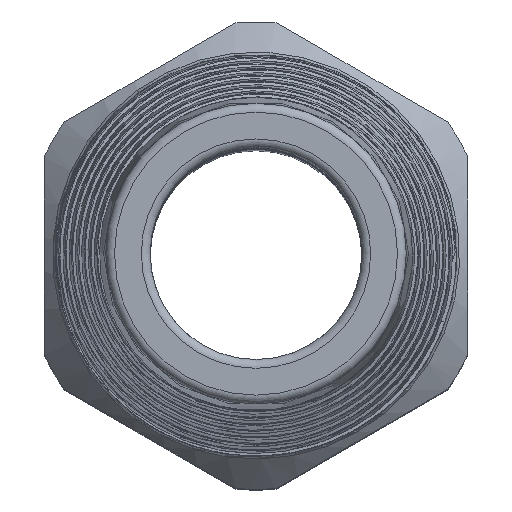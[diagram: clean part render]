
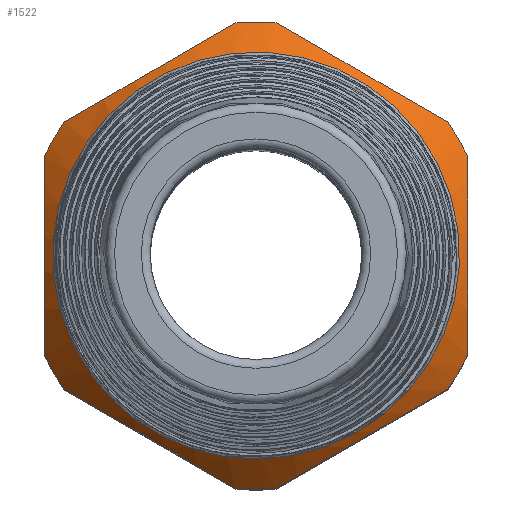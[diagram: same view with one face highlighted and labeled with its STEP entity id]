
A CAD part, top view. The second image highlights one B-rep face of the part: STEP entity #1522.
In plain terms, the highlighted conical face has half-angle 45 degrees and reference radius 13.25 mm.
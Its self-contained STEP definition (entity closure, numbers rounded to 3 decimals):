
#306=(
BOUNDED_CURVE()
B_SPLINE_CURVE(2,(#36115,#36116,#36117),.UNSPECIFIED.,.F.,.F.)
B_SPLINE_CURVE_WITH_KNOTS((3,3),(1.986,4.118),
 .UNSPECIFIED.)
CURVE()
GEOMETRIC_REPRESENTATION_ITEM()
RATIONAL_B_SPLINE_CURVE((1.6,1.767,1.6))
REPRESENTATION_ITEM('')
);
#307=(
BOUNDED_CURVE()
B_SPLINE_CURVE(2,(#36121,#36122,#36123),.UNSPECIFIED.,.F.,.F.)
B_SPLINE_CURVE_WITH_KNOTS((3,3),(1.986,4.118),
 .UNSPECIFIED.)
CURVE()
GEOMETRIC_REPRESENTATION_ITEM()
RATIONAL_B_SPLINE_CURVE((1.6,1.767,1.6))
REPRESENTATION_ITEM('')
);
#308=(
BOUNDED_CURVE()
B_SPLINE_CURVE(2,(#36127,#36128,#36129),.UNSPECIFIED.,.F.,.F.)
B_SPLINE_CURVE_WITH_KNOTS((3,3),(1.986,4.118),
 .UNSPECIFIED.)
CURVE()
GEOMETRIC_REPRESENTATION_ITEM()
RATIONAL_B_SPLINE_CURVE((1.6,1.767,1.6))
REPRESENTATION_ITEM('')
);
#309=(
BOUNDED_CURVE()
B_SPLINE_CURVE(2,(#36133,#36134,#36135),.UNSPECIFIED.,.F.,.F.)
B_SPLINE_CURVE_WITH_KNOTS((3,3),(-4.118,-1.986),
 .UNSPECIFIED.)
CURVE()
GEOMETRIC_REPRESENTATION_ITEM()
RATIONAL_B_SPLINE_CURVE((1.6,1.767,1.6))
REPRESENTATION_ITEM('')
);
#310=(
BOUNDED_CURVE()
B_SPLINE_CURVE(2,(#36139,#36140,#36141),.UNSPECIFIED.,.F.,.F.)
B_SPLINE_CURVE_WITH_KNOTS((3,3),(1.986,4.118),
 .UNSPECIFIED.)
CURVE()
GEOMETRIC_REPRESENTATION_ITEM()
RATIONAL_B_SPLINE_CURVE((1.6,1.767,1.6))
REPRESENTATION_ITEM('')
);
#311=(
BOUNDED_CURVE()
B_SPLINE_CURVE(2,(#36145,#36146,#36147),.UNSPECIFIED.,.F.,.F.)
B_SPLINE_CURVE_WITH_KNOTS((3,3),(1.986,4.118),
 .UNSPECIFIED.)
CURVE()
GEOMETRIC_REPRESENTATION_ITEM()
RATIONAL_B_SPLINE_CURVE((1.6,1.767,1.6))
REPRESENTATION_ITEM('')
);
#315=CONICAL_SURFACE('',#1628,13.25,0.785);
#405=FACE_BOUND('',#581,.T.);
#429=CIRCLE('',#1622,11.537);
#432=CIRCLE('',#1629,13.25);
#433=CIRCLE('',#1630,13.25);
#434=CIRCLE('',#1631,13.25);
#435=CIRCLE('',#1632,13.25);
#436=CIRCLE('',#1633,13.25);
#437=CIRCLE('',#1634,13.25);
#482=FACE_OUTER_BOUND('',#580,.T.);
#580=EDGE_LOOP('',(#1143));
#581=EDGE_LOOP('',(#1144,#1145,#1146,#1147,#1148,#1149,#1150,#1151,#1152,
#1153,#1154,#1155));
#710=VERTEX_POINT('',#36103);
#713=VERTEX_POINT('',#36113);
#714=VERTEX_POINT('',#36114);
#715=VERTEX_POINT('',#36118);
#716=VERTEX_POINT('',#36120);
#717=VERTEX_POINT('',#36124);
#718=VERTEX_POINT('',#36126);
#719=VERTEX_POINT('',#36130);
#720=VERTEX_POINT('',#36132);
#721=VERTEX_POINT('',#36136);
#722=VERTEX_POINT('',#36138);
#723=VERTEX_POINT('',#36142);
#724=VERTEX_POINT('',#36144);
#874=EDGE_CURVE('',#710,#710,#429,.T.);
#877=EDGE_CURVE('',#713,#714,#306,.T.);
#878=EDGE_CURVE('',#715,#713,#432,.T.);
#879=EDGE_CURVE('',#716,#715,#307,.T.);
#880=EDGE_CURVE('',#717,#716,#433,.T.);
#881=EDGE_CURVE('',#718,#717,#308,.T.);
#882=EDGE_CURVE('',#719,#718,#434,.T.);
#883=EDGE_CURVE('',#720,#719,#309,.F.);
#884=EDGE_CURVE('',#721,#720,#435,.T.);
#885=EDGE_CURVE('',#722,#721,#310,.T.);
#886=EDGE_CURVE('',#723,#722,#436,.T.);
#887=EDGE_CURVE('',#724,#723,#311,.T.);
#888=EDGE_CURVE('',#714,#724,#437,.T.);
#1143=ORIENTED_EDGE('',*,*,#874,.T.);
#1144=ORIENTED_EDGE('',*,*,#877,.F.);
#1145=ORIENTED_EDGE('',*,*,#878,.F.);
#1146=ORIENTED_EDGE('',*,*,#879,.F.);
#1147=ORIENTED_EDGE('',*,*,#880,.F.);
#1148=ORIENTED_EDGE('',*,*,#881,.F.);
#1149=ORIENTED_EDGE('',*,*,#882,.F.);
#1150=ORIENTED_EDGE('',*,*,#883,.F.);
#1151=ORIENTED_EDGE('',*,*,#884,.F.);
#1152=ORIENTED_EDGE('',*,*,#885,.F.);
#1153=ORIENTED_EDGE('',*,*,#886,.F.);
#1154=ORIENTED_EDGE('',*,*,#887,.F.);
#1155=ORIENTED_EDGE('',*,*,#888,.F.);
#1522=ADVANCED_FACE('',(#482,#405),#315,.T.);
#1622=AXIS2_PLACEMENT_3D('',#36104,#1786,#1787);
#1628=AXIS2_PLACEMENT_3D('',#36112,#1798,#1799);
#1629=AXIS2_PLACEMENT_3D('',#36119,#1800,#1801);
#1630=AXIS2_PLACEMENT_3D('',#36125,#1802,#1803);
#1631=AXIS2_PLACEMENT_3D('',#36131,#1804,#1805);
#1632=AXIS2_PLACEMENT_3D('',#36137,#1806,#1807);
#1633=AXIS2_PLACEMENT_3D('',#36143,#1808,#1809);
#1634=AXIS2_PLACEMENT_3D('',#36148,#1810,#1811);
#1786=DIRECTION('center_axis',(0.,0.,-1.));
#1787=DIRECTION('ref_axis',(-1.,0.,0.));
#1798=DIRECTION('center_axis',(0.,0.,-1.));
#1799=DIRECTION('ref_axis',(-1.,0.,0.));
#1800=DIRECTION('center_axis',(0.,0.,-1.));
#1801=DIRECTION('ref_axis',(-1.,0.,0.));
#1802=DIRECTION('center_axis',(0.,0.,-1.));
#1803=DIRECTION('ref_axis',(-1.,0.,0.));
#1804=DIRECTION('center_axis',(0.,0.,-1.));
#1805=DIRECTION('ref_axis',(-1.,0.,0.));
#1806=DIRECTION('center_axis',(0.,0.,-1.));
#1807=DIRECTION('ref_axis',(-1.,0.,0.));
#1808=DIRECTION('center_axis',(0.,0.,-1.));
#1809=DIRECTION('ref_axis',(-1.,0.,0.));
#1810=DIRECTION('center_axis',(0.,0.,-1.));
#1811=DIRECTION('ref_axis',(-1.,0.,0.));
#36103=CARTESIAN_POINT('',(10.659,-4.415,34.863));
#36104=CARTESIAN_POINT('Origin',(0.,0.,34.863));
#36112=CARTESIAN_POINT('Origin',(0.,0.,33.15));
#36113=CARTESIAN_POINT('',(-12.,-5.618,33.15));
#36114=CARTESIAN_POINT('',(-12.,5.618,33.15));
#36115=CARTESIAN_POINT('Ctrl Pts',(-12.,-5.618,33.15));
#36116=CARTESIAN_POINT('Ctrl Pts',(-12.,0.,35.532));
#36117=CARTESIAN_POINT('Ctrl Pts',(-12.,5.618,33.15));
#36118=CARTESIAN_POINT('',(-10.865,-7.583,33.15));
#36119=CARTESIAN_POINT('Origin',(0.,0.,33.15));
#36120=CARTESIAN_POINT('',(-1.135,-13.201,33.15));
#36121=CARTESIAN_POINT('Ctrl Pts',(-1.135,-13.201,
33.15));
#36122=CARTESIAN_POINT('Ctrl Pts',(-6.,-10.392,
35.532));
#36123=CARTESIAN_POINT('Ctrl Pts',(-10.865,-7.583,33.15));
#36124=CARTESIAN_POINT('',(1.135,-13.201,33.15));
#36125=CARTESIAN_POINT('Origin',(0.,0.,33.15));
#36126=CARTESIAN_POINT('',(10.865,-7.583,33.15));
#36127=CARTESIAN_POINT('Ctrl Pts',(10.865,-7.583,33.15));
#36128=CARTESIAN_POINT('Ctrl Pts',(6.,-10.392,35.532));
#36129=CARTESIAN_POINT('Ctrl Pts',(1.135,-13.201,33.15));
#36130=CARTESIAN_POINT('',(12.,-5.618,33.15));
#36131=CARTESIAN_POINT('Origin',(0.,0.,33.15));
#36132=CARTESIAN_POINT('',(12.,5.618,33.15));
#36133=CARTESIAN_POINT('Ctrl Pts',(12.,-5.618,33.15));
#36134=CARTESIAN_POINT('Ctrl Pts',(12.,0.,35.532));
#36135=CARTESIAN_POINT('Ctrl Pts',(12.,5.618,33.15));
#36136=CARTESIAN_POINT('',(10.865,7.583,33.15));
#36137=CARTESIAN_POINT('Origin',(0.,0.,33.15));
#36138=CARTESIAN_POINT('',(1.135,13.201,33.15));
#36139=CARTESIAN_POINT('Ctrl Pts',(1.135,13.201,33.15));
#36140=CARTESIAN_POINT('Ctrl Pts',(6.,10.392,35.532));
#36141=CARTESIAN_POINT('Ctrl Pts',(10.865,7.583,33.15));
#36142=CARTESIAN_POINT('',(-1.135,13.201,33.15));
#36143=CARTESIAN_POINT('Origin',(0.,0.,33.15));
#36144=CARTESIAN_POINT('',(-10.865,7.583,33.15));
#36145=CARTESIAN_POINT('Ctrl Pts',(-10.865,7.583,33.15));
#36146=CARTESIAN_POINT('Ctrl Pts',(-6.,10.392,35.532));
#36147=CARTESIAN_POINT('Ctrl Pts',(-1.135,13.201,33.15));
#36148=CARTESIAN_POINT('Origin',(0.,0.,33.15));
